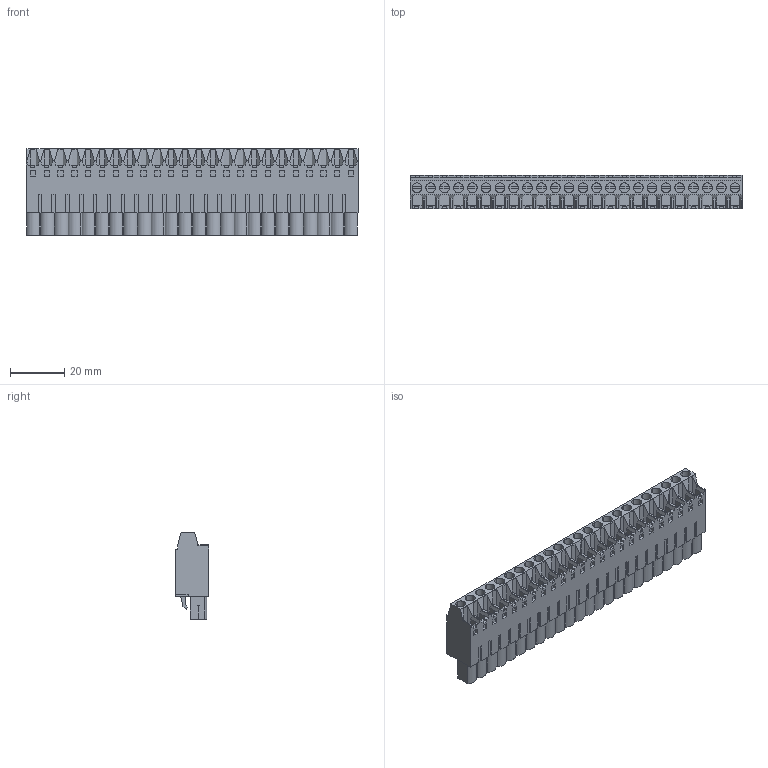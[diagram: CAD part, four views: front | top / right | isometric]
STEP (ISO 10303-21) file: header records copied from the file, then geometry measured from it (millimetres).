
FILE_DESCRIPTION(('CATIA V5 STEP Exchange','CAx-IF Rec.Pracs.--- Model Styling and Organization---1.2---2011-12-15'),'2;1');
FILE_NAME ('D1452508_0_1501710000_1501710000.stp','2017-06-21T12:36:09+00:00',('none'),('Weidmueller'),'CATIA Version 5-6 Release 2014','CATIA V5 STEP AP214','none');
FILE_SCHEMA(('AUTOMOTIVE_DESIGN { 1 0 10303 214 1 1 1 1 }'));
Length unit declared in the file: millimetre
Products named in the file (1): 1501710000
Bounding box: 121.92 x 12.2 x 31.8 mm (x, y, z)
Volume: 31050 mm3; surface area: 18513 mm2
Topology: 25 solids, 25 shells, 1774 faces, 4981 edges, 3356 vertices
Faces by surface type: plane 1606, cylinder 168
Entity records: 52832 total; most frequent: ORIENTED_EDGE 9962, CARTESIAN_POINT 9763, DIRECTION 7081, EDGE_CURVE 4981, VECTOR 4549, LINE 4549, VERTEX_POINT 3356, EDGE_LOOP 1873
